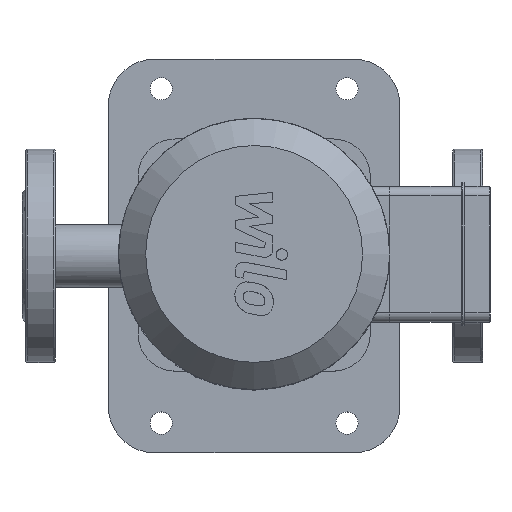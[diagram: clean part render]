
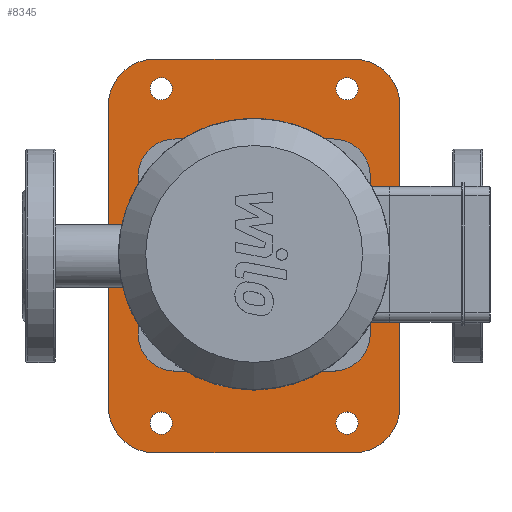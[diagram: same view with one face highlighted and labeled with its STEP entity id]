
A CAD part, top view. The second image highlights one B-rep face of the part: STEP entity #8345.
In plain terms, the highlighted planar face has unit normal (0, 0, 1).
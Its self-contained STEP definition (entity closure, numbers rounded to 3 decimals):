
#600=LINE('',#14369,#1297);
#607=LINE('',#14383,#1304);
#608=LINE('',#14387,#1305);
#609=LINE('',#14391,#1306);
#610=LINE('',#14403,#1307);
#611=LINE('',#14407,#1308);
#612=LINE('',#14411,#1309);
#613=LINE('',#14415,#1310);
#1297=VECTOR('',#11368,107.);
#1304=VECTOR('',#11377,162.);
#1305=VECTOR('',#11380,107.);
#1306=VECTOR('',#11383,162.);
#1307=VECTOR('',#11394,70.);
#1308=VECTOR('',#11397,70.);
#1309=VECTOR('',#11400,70.);
#1310=VECTOR('',#11403,70.);
#1731=PLANE('',#9193);
#1851=FACE_BOUND('',#2815,.T.);
#1852=FACE_BOUND('',#2816,.T.);
#1853=FACE_BOUND('',#2817,.T.);
#1854=FACE_BOUND('',#2818,.T.);
#1855=FACE_BOUND('',#2819,.T.);
#2284=FACE_OUTER_BOUND('',#2814,.T.);
#2814=EDGE_LOOP('',(#7441,#7442,#7443,#7444,#7445,#7446,#7447,#7448));
#2815=EDGE_LOOP('',(#7449));
#2816=EDGE_LOOP('',(#7450));
#2817=EDGE_LOOP('',(#7451));
#2818=EDGE_LOOP('',(#7452));
#2819=EDGE_LOOP('',(#7453,#7454,#7455,#7456,#7457,#7458,#7459,#7460));
#3341=CIRCLE('',#9191,25.);
#3342=CIRCLE('',#9194,25.);
#3343=CIRCLE('',#9195,25.);
#3344=CIRCLE('',#9196,25.);
#3345=CIRCLE('',#9197,6.);
#3346=CIRCLE('',#9198,6.);
#3347=CIRCLE('',#9199,6.);
#3348=CIRCLE('',#9200,6.);
#3349=CIRCLE('',#9201,20.);
#3350=CIRCLE('',#9202,20.);
#3351=CIRCLE('',#9203,20.);
#3352=CIRCLE('',#9204,20.);
#4116=VERTEX_POINT('',#14362);
#4117=VERTEX_POINT('',#14364);
#4118=VERTEX_POINT('',#14368);
#4124=VERTEX_POINT('',#14382);
#4125=VERTEX_POINT('',#14384);
#4126=VERTEX_POINT('',#14386);
#4127=VERTEX_POINT('',#14388);
#4128=VERTEX_POINT('',#14390);
#4129=VERTEX_POINT('',#14393);
#4130=VERTEX_POINT('',#14395);
#4131=VERTEX_POINT('',#14397);
#4132=VERTEX_POINT('',#14399);
#4133=VERTEX_POINT('',#14401);
#4134=VERTEX_POINT('',#14402);
#4135=VERTEX_POINT('',#14404);
#4136=VERTEX_POINT('',#14406);
#4137=VERTEX_POINT('',#14408);
#4138=VERTEX_POINT('',#14410);
#4139=VERTEX_POINT('',#14412);
#4140=VERTEX_POINT('',#14414);
#5255=EDGE_CURVE('',#4116,#4117,#3341,.T.);
#5257=EDGE_CURVE('',#4118,#4117,#600,.T.);
#5264=EDGE_CURVE('',#4116,#4124,#607,.T.);
#5265=EDGE_CURVE('',#4125,#4124,#3342,.T.);
#5266=EDGE_CURVE('',#4125,#4126,#608,.T.);
#5267=EDGE_CURVE('',#4127,#4126,#3343,.T.);
#5268=EDGE_CURVE('',#4127,#4128,#609,.T.);
#5269=EDGE_CURVE('',#4118,#4128,#3344,.T.);
#5270=EDGE_CURVE('',#4129,#4129,#3345,.T.);
#5271=EDGE_CURVE('',#4130,#4130,#3346,.T.);
#5272=EDGE_CURVE('',#4131,#4131,#3347,.T.);
#5273=EDGE_CURVE('',#4132,#4132,#3348,.T.);
#5274=EDGE_CURVE('',#4133,#4134,#610,.T.);
#5275=EDGE_CURVE('',#4134,#4135,#3349,.T.);
#5276=EDGE_CURVE('',#4135,#4136,#611,.T.);
#5277=EDGE_CURVE('',#4136,#4137,#3350,.T.);
#5278=EDGE_CURVE('',#4137,#4138,#612,.T.);
#5279=EDGE_CURVE('',#4138,#4139,#3351,.T.);
#5280=EDGE_CURVE('',#4139,#4140,#613,.T.);
#5281=EDGE_CURVE('',#4140,#4133,#3352,.T.);
#7441=ORIENTED_EDGE('',*,*,#5255,.F.);
#7442=ORIENTED_EDGE('',*,*,#5264,.T.);
#7443=ORIENTED_EDGE('',*,*,#5265,.F.);
#7444=ORIENTED_EDGE('',*,*,#5266,.T.);
#7445=ORIENTED_EDGE('',*,*,#5267,.F.);
#7446=ORIENTED_EDGE('',*,*,#5268,.T.);
#7447=ORIENTED_EDGE('',*,*,#5269,.F.);
#7448=ORIENTED_EDGE('',*,*,#5257,.T.);
#7449=ORIENTED_EDGE('',*,*,#5270,.T.);
#7450=ORIENTED_EDGE('',*,*,#5271,.T.);
#7451=ORIENTED_EDGE('',*,*,#5272,.T.);
#7452=ORIENTED_EDGE('',*,*,#5273,.T.);
#7453=ORIENTED_EDGE('',*,*,#5274,.T.);
#7454=ORIENTED_EDGE('',*,*,#5275,.T.);
#7455=ORIENTED_EDGE('',*,*,#5276,.T.);
#7456=ORIENTED_EDGE('',*,*,#5277,.T.);
#7457=ORIENTED_EDGE('',*,*,#5278,.T.);
#7458=ORIENTED_EDGE('',*,*,#5279,.T.);
#7459=ORIENTED_EDGE('',*,*,#5280,.T.);
#7460=ORIENTED_EDGE('',*,*,#5281,.T.);
#8345=ADVANCED_FACE('',(#2284,#1851,#1852,#1853,#1854,#1855),#1731,.F.);
#9191=AXIS2_PLACEMENT_3D('',#14365,#11363,#11364);
#9193=AXIS2_PLACEMENT_3D('',#14381,#11375,#11376);
#9194=AXIS2_PLACEMENT_3D('',#14385,#11378,#11379);
#9195=AXIS2_PLACEMENT_3D('',#14389,#11381,#11382);
#9196=AXIS2_PLACEMENT_3D('',#14392,#11384,#11385);
#9197=AXIS2_PLACEMENT_3D('',#14394,#11386,#11387);
#9198=AXIS2_PLACEMENT_3D('',#14396,#11388,#11389);
#9199=AXIS2_PLACEMENT_3D('',#14398,#11390,#11391);
#9200=AXIS2_PLACEMENT_3D('',#14400,#11392,#11393);
#9201=AXIS2_PLACEMENT_3D('',#14405,#11395,#11396);
#9202=AXIS2_PLACEMENT_3D('',#14409,#11398,#11399);
#9203=AXIS2_PLACEMENT_3D('',#14413,#11401,#11402);
#9204=AXIS2_PLACEMENT_3D('',#14416,#11404,#11405);
#11363=DIRECTION('center_axis',(0.,0.,-1.));
#11364=DIRECTION('ref_axis',(0.707,-0.707,0.));
#11368=DIRECTION('',(1.,0.,0.));
#11375=DIRECTION('center_axis',(0.,0.,-1.));
#11376=DIRECTION('ref_axis',(0.,-1.,0.));
#11377=DIRECTION('',(0.,1.,0.));
#11378=DIRECTION('center_axis',(0.,0.,-1.));
#11379=DIRECTION('ref_axis',(0.707,0.707,0.));
#11380=DIRECTION('',(-1.,0.,0.));
#11381=DIRECTION('center_axis',(0.,0.,-1.));
#11382=DIRECTION('ref_axis',(-0.707,0.707,0.));
#11383=DIRECTION('',(0.,-1.,0.));
#11384=DIRECTION('center_axis',(0.,0.,-1.));
#11385=DIRECTION('ref_axis',(-0.707,-0.707,0.));
#11386=DIRECTION('center_axis',(0.,0.,-1.));
#11387=DIRECTION('ref_axis',(0.,1.,0.));
#11388=DIRECTION('center_axis',(0.,0.,-1.));
#11389=DIRECTION('ref_axis',(0.,1.,0.));
#11390=DIRECTION('center_axis',(0.,0.,-1.));
#11391=DIRECTION('ref_axis',(0.,1.,0.));
#11392=DIRECTION('center_axis',(0.,0.,-1.));
#11393=DIRECTION('ref_axis',(0.,1.,0.));
#11394=DIRECTION('',(-1.,0.,0.));
#11395=DIRECTION('center_axis',(0.,0.,-1.));
#11396=DIRECTION('ref_axis',(-1.,0.,0.));
#11397=DIRECTION('',(0.,1.,0.));
#11398=DIRECTION('center_axis',(0.,0.,-1.));
#11399=DIRECTION('ref_axis',(0.,1.,0.));
#11400=DIRECTION('',(1.,0.,0.));
#11401=DIRECTION('center_axis',(0.,0.,-1.));
#11402=DIRECTION('ref_axis',(1.,0.,0.));
#11403=DIRECTION('',(0.,-1.,0.));
#11404=DIRECTION('center_axis',(0.,0.,-1.));
#11405=DIRECTION('ref_axis',(0.,-1.,0.));
#14362=CARTESIAN_POINT('',(78.5,-81.,20.625));
#14364=CARTESIAN_POINT('',(53.5,-106.,20.625));
#14365=CARTESIAN_POINT('Origin',(53.5,-81.,20.625));
#14368=CARTESIAN_POINT('',(-53.5,-106.,20.625));
#14369=CARTESIAN_POINT('',(-78.5,-106.,20.625));
#14381=CARTESIAN_POINT('Origin',(0.,0.,20.625));
#14382=CARTESIAN_POINT('',(78.5,81.,20.625));
#14383=CARTESIAN_POINT('',(78.5,-106.,20.625));
#14384=CARTESIAN_POINT('',(53.5,106.,20.625));
#14385=CARTESIAN_POINT('Origin',(53.5,81.,20.625));
#14386=CARTESIAN_POINT('',(-53.5,106.,20.625));
#14387=CARTESIAN_POINT('',(78.5,106.,20.625));
#14388=CARTESIAN_POINT('',(-78.5,81.,20.625));
#14389=CARTESIAN_POINT('Origin',(-53.5,81.,20.625));
#14390=CARTESIAN_POINT('',(-78.5,-81.,20.625));
#14391=CARTESIAN_POINT('',(-78.5,106.,20.625));
#14392=CARTESIAN_POINT('Origin',(-53.5,-81.,20.625));
#14393=CARTESIAN_POINT('',(-50.,84.,20.625));
#14394=CARTESIAN_POINT('Origin',(-50.,90.,20.625));
#14395=CARTESIAN_POINT('',(-50.,-96.,20.625));
#14396=CARTESIAN_POINT('Origin',(-50.,-90.,20.625));
#14397=CARTESIAN_POINT('',(50.,84.,20.625));
#14398=CARTESIAN_POINT('Origin',(50.,90.,20.625));
#14399=CARTESIAN_POINT('',(50.,-96.,20.625));
#14400=CARTESIAN_POINT('Origin',(50.,-90.,20.625));
#14401=CARTESIAN_POINT('',(35.,-55.,20.625));
#14402=CARTESIAN_POINT('',(-35.,-55.,20.625));
#14403=CARTESIAN_POINT('',(17.5,-55.,20.625));
#14404=CARTESIAN_POINT('',(-55.,-35.,20.625));
#14405=CARTESIAN_POINT('Origin',(-35.,-35.,20.625));
#14406=CARTESIAN_POINT('',(-55.,35.,20.625));
#14407=CARTESIAN_POINT('',(-55.,-17.5,20.625));
#14408=CARTESIAN_POINT('',(-35.,55.,20.625));
#14409=CARTESIAN_POINT('Origin',(-35.,35.,20.625));
#14410=CARTESIAN_POINT('',(35.,55.,20.625));
#14411=CARTESIAN_POINT('',(-17.5,55.,20.625));
#14412=CARTESIAN_POINT('',(55.,35.,20.625));
#14413=CARTESIAN_POINT('Origin',(35.,35.,20.625));
#14414=CARTESIAN_POINT('',(55.,-35.,20.625));
#14415=CARTESIAN_POINT('',(55.,17.5,20.625));
#14416=CARTESIAN_POINT('Origin',(35.,-35.,20.625));
